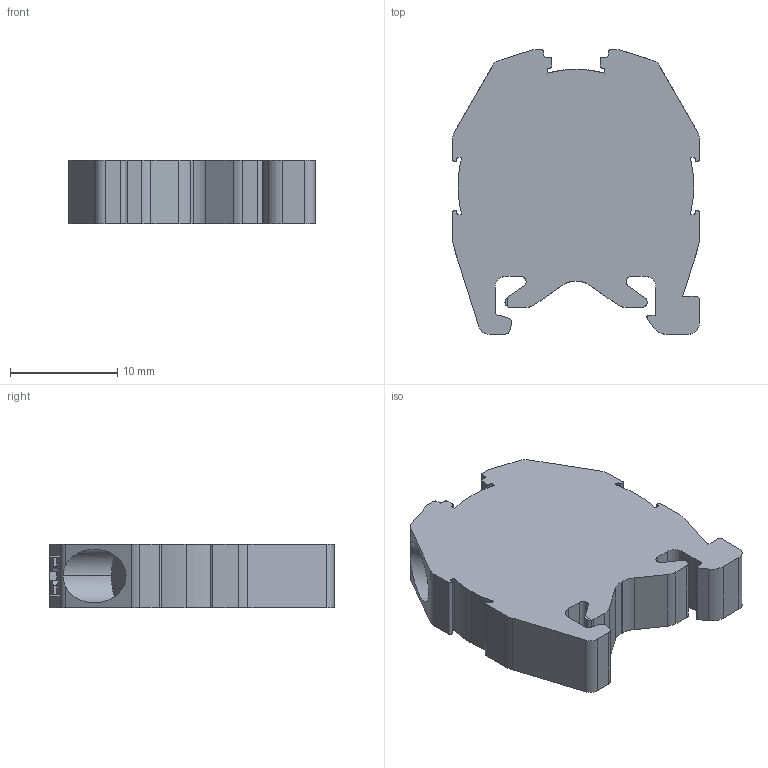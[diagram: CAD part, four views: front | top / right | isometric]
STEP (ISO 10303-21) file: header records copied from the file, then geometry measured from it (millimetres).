
FILE_DESCRIPTION (( 'STEP AP203' ), '1' );
FILE_NAME ('MPK Mini Klemens - Topraklamalý.STEP', '2020-03-19T11:10:36', ( '' ), ( '' ), 'SwSTEP 2.0', 'SolidWorks 2011', '' );
FILE_SCHEMA (( 'CONFIG_CONTROL_DESIGN' ));
Length unit declared in the file: millimetre
Products named in the file (1): MPK Mini Klemens - Topraklamalý
Bounding box: 23 x 26.5 x 5.9 mm (x, y, z)
Volume: 2700.8 mm3; surface area: 1905 mm2
Topology: 2 solids, 2 shells, 195 faces, 566 edges, 376 vertices
Faces by surface type: plane 111, cylinder 84
Entity records: 6539 total; most frequent: CARTESIAN_POINT 1176, ORIENTED_EDGE 1132, DIRECTION 1112, EDGE_CURVE 566, VECTOR 392, LINE 392, VERTEX_POINT 376, AXIS2_PLACEMENT_3D 360
